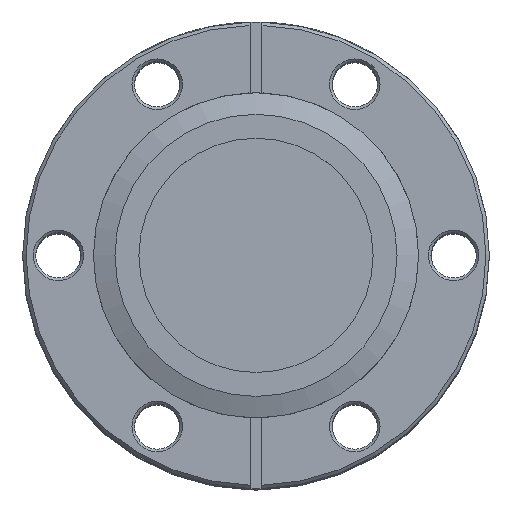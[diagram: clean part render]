
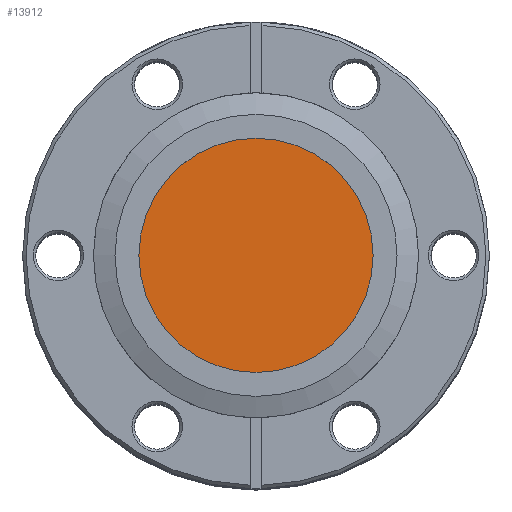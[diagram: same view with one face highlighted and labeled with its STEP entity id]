
A CAD part, top view. The second image highlights one B-rep face of the part: STEP entity #13912.
In plain terms, the highlighted planar face has unit normal (0, 0, 1).
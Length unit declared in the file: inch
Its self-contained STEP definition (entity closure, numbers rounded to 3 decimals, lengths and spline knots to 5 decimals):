
#3602=VERTEX_POINT('',#17484);
#5104=CIRCLE('',#14748,0.685);
#5308=EDGE_CURVE('',#3602,#3602,#5104,.T.);
#7524=ORIENTED_EDGE('',*,*,#5308,.T.);
#11956=EDGE_LOOP('',(#7524));
#12934=FACE_BOUND('',#11956,.T.);
#13912=ADVANCED_FACE('',(#12934),#34813,.T.);
#14747=AXIS2_PLACEMENT_3D('',#17482,#15438,$);
#14748=AXIS2_PLACEMENT_3D('',#17483,#15439,#15440);
#15438=DIRECTION('',(0.,0.,1.));
#15439=DIRECTION('',(0.,0.,1.));
#15440=DIRECTION('',(0.,0.685,0.));
#17482=CARTESIAN_POINT('',(0.,0.3425,-0.101));
#17483=CARTESIAN_POINT('',(0.,0.,-0.101));
#17484=CARTESIAN_POINT('',(0.,0.685,-0.101));
#34813=PLANE('',#14747);
